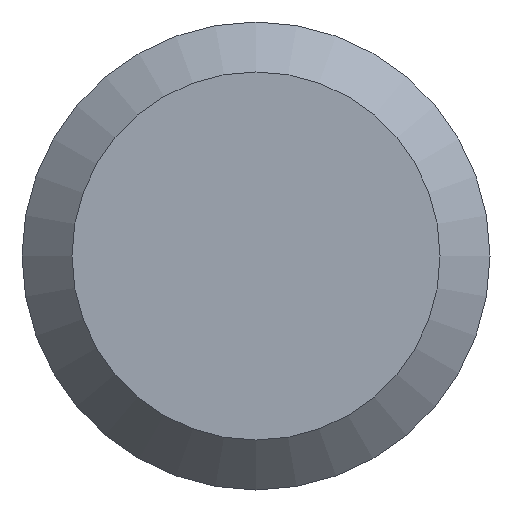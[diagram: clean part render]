
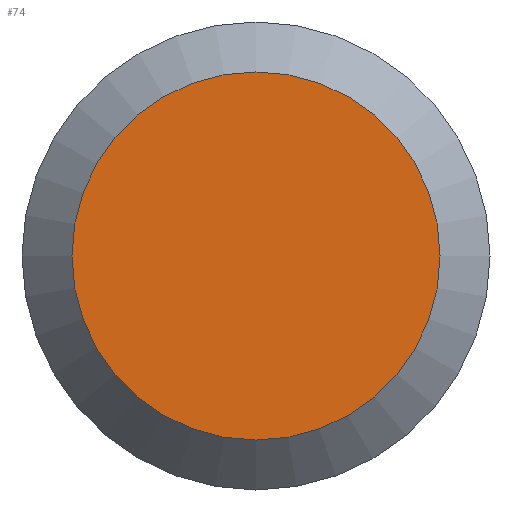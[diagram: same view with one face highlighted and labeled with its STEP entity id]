
A CAD part, front view. The second image highlights one B-rep face of the part: STEP entity #74.
In plain terms, the highlighted planar face has unit normal (0, -1, 0).
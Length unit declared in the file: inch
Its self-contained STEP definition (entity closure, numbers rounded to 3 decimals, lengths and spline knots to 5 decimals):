
#15=PLANE('',#98);
#29=FACE_OUTER_BOUND('',#34,.T.);
#34=EDGE_LOOP('',(#68));
#38=CIRCLE('',#95,0.07375);
#43=VERTEX_POINT('',#135);
#49=EDGE_CURVE('',#43,#43,#38,.T.);
#68=ORIENTED_EDGE('',*,*,#49,.F.);
#74=ADVANCED_FACE('',(#29),#15,.F.);
#95=AXIS2_PLACEMENT_3D('',#136,#114,#115);
#98=AXIS2_PLACEMENT_3D('',#142,#122,#123);
#114=DIRECTION('center_axis',(0.,1.,0.));
#115=DIRECTION('ref_axis',(1.,0.,0.));
#122=DIRECTION('center_axis',(0.,1.,0.));
#123=DIRECTION('ref_axis',(1.,0.,0.));
#135=CARTESIAN_POINT('',(-0.07375,-2.,0.));
#136=CARTESIAN_POINT('Origin',(0.,-2.,0.));
#142=CARTESIAN_POINT('Origin',(0.,-2.,0.));
